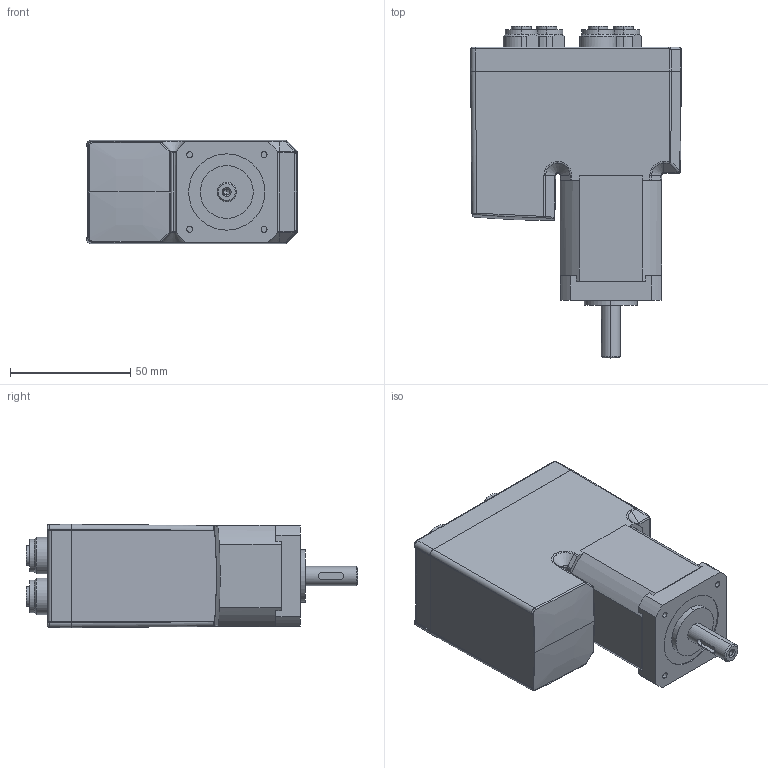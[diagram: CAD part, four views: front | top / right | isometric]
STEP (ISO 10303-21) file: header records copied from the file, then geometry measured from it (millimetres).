
FILE_DESCRIPTION (( 'STEP AP203' ), '1' );
FILE_NAME ('MIS176 M12 on end Ø8 shaft_Solid.STEP', '2017-08-18T23:09:04', ( '' ), ( '' ), 'SwSTEP 2.0', 'SolidWorks 2017', '' );
FILE_SCHEMA (( 'CONFIG_CONTROL_DESIGN' ));
Length unit declared in the file: millimetre
Products named in the file (1): MIS176 M12 on end Ø8 shaft_Solid
Bounding box: 87.76 x 138.3 x 43.06 mm (x, y, z)
Volume: 315341.6 mm3; surface area: 35613.5 mm2
Topology: 1 solids, 1 shells, 269 faces, 636 edges, 382 vertices
Faces by surface type: cylinder 108, plane 89, bspline 36, cone 26, torus 6, sphere 4
Entity records: 10206 total; most frequent: CARTESIAN_POINT 4365, ORIENTED_EDGE 1256, DIRECTION 1105, EDGE_CURVE 628, AXIS2_PLACEMENT_3D 427, VERTEX_POINT 382, EDGE_LOOP 290, ADVANCED_FACE 269
